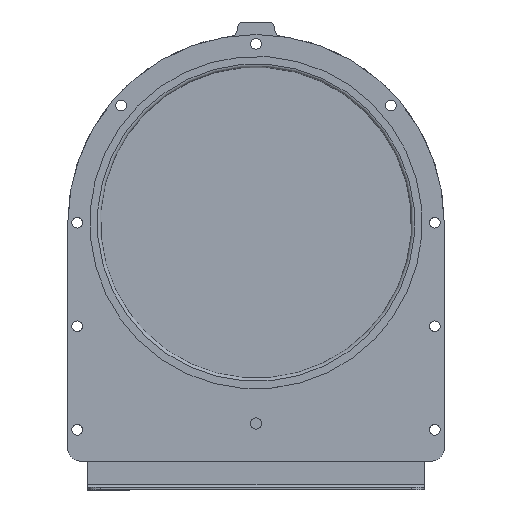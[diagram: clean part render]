
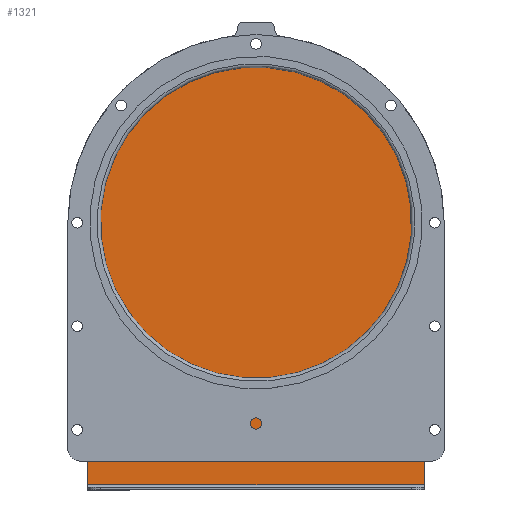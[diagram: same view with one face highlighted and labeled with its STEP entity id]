
A CAD part, top view. The second image highlights one B-rep face of the part: STEP entity #1321.
In plain terms, the highlighted planar face has unit normal (0, 0, 1).
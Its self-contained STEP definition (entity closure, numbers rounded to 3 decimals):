
#92=LINE('',#2154,#168);
#96=LINE('',#2169,#172);
#99=LINE('',#2176,#175);
#168=VECTOR('',#1735,209.);
#172=VECTOR('',#1751,209.);
#175=VECTOR('',#1758,268.);
#234=PLANE('',#1455);
#345=FACE_OUTER_BOUND('',#464,.T.);
#464=EDGE_LOOP('',(#1051,#1052,#1053,#1054));
#563=CIRCLE('',#1456,134.);
#664=VERTEX_POINT('',#2151);
#665=VERTEX_POINT('',#2153);
#669=VERTEX_POINT('',#2166);
#670=VERTEX_POINT('',#2168);
#800=EDGE_CURVE('',#664,#665,#92,.T.);
#807=EDGE_CURVE('',#669,#670,#96,.T.);
#811=EDGE_CURVE('',#669,#665,#99,.T.);
#813=EDGE_CURVE('',#670,#664,#563,.T.);
#1051=ORIENTED_EDGE('',*,*,#811,.T.);
#1052=ORIENTED_EDGE('',*,*,#800,.F.);
#1053=ORIENTED_EDGE('',*,*,#813,.F.);
#1054=ORIENTED_EDGE('',*,*,#807,.F.);
#1321=ADVANCED_FACE('',(#345),#234,.T.);
#1455=AXIS2_PLACEMENT_3D('',#2179,#1762,#1763);
#1456=AXIS2_PLACEMENT_3D('',#2180,#1764,#1765);
#1735=DIRECTION('',(0.,-1.,0.));
#1751=DIRECTION('',(0.,1.,0.));
#1758=DIRECTION('',(1.,0.,0.));
#1762=DIRECTION('center_axis',(0.,0.,1.));
#1763=DIRECTION('ref_axis',(1.,0.,0.));
#1764=DIRECTION('center_axis',(0.,0.,-1.));
#1765=DIRECTION('ref_axis',(1.,0.,0.));
#2151=CARTESIAN_POINT('',(134.,0.,2.));
#2153=CARTESIAN_POINT('',(134.,-209.,2.));
#2154=CARTESIAN_POINT('',(134.,-211.,2.));
#2166=CARTESIAN_POINT('',(-134.,-209.,2.));
#2168=CARTESIAN_POINT('',(-134.,0.,2.));
#2169=CARTESIAN_POINT('',(-134.,0.,2.));
#2176=CARTESIAN_POINT('',(67.,-209.,2.));
#2179=CARTESIAN_POINT('Origin',(0.,-61.829,2.));
#2180=CARTESIAN_POINT('Origin',(0.,0.,2.));
